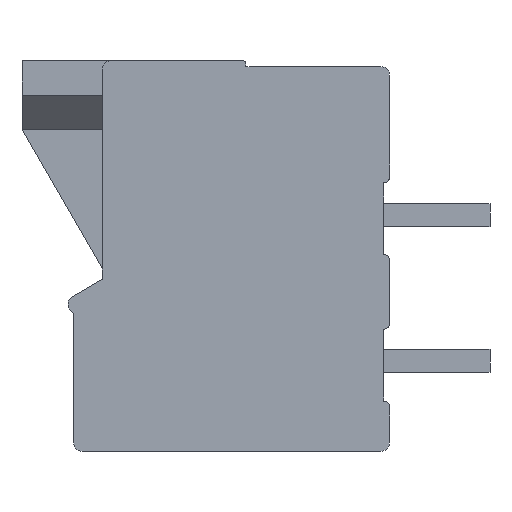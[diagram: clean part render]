
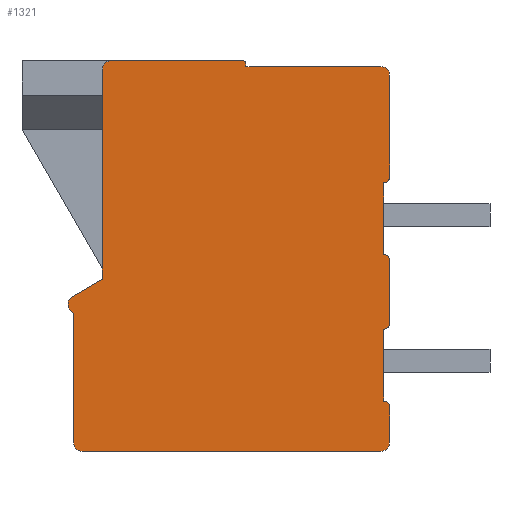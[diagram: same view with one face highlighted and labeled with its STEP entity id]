
A CAD part, left-side view. The second image highlights one B-rep face of the part: STEP entity #1321.
In plain terms, the highlighted planar face has unit normal (-1, 0, 0).
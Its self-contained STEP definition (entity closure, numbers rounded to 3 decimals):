
#2=CARTESIAN_POINT('',(-4.04,4.7,-0.3));
#3=DIRECTION('',(1.,0.,0.));
#4=DIRECTION('',(0.,1.,0.));
#5=AXIS2_PLACEMENT_3D('',#2,#3,#4);
#7=DIRECTION('',(0.,-1.,0.));
#8=VECTOR('',#7,4.6);
#9=CARTESIAN_POINT('',(-4.04,4.7,0.));
#10=LINE('',#9,#8);
#11=CARTESIAN_POINT('',(-4.04,0.1,-0.1));
#12=DIRECTION('',(1.,0.,0.));
#13=DIRECTION('',(0.,0.,1.));
#14=AXIS2_PLACEMENT_3D('',#11,#12,#13);
#16=DIRECTION('',(0.,0.,-1.));
#17=VECTOR('',#16,0.1);
#18=CARTESIAN_POINT('',(-4.04,0.,-0.1));
#19=LINE('',#18,#17);
#20=DIRECTION('',(0.,-1.,0.));
#21=VECTOR('',#20,4.7);
#22=CARTESIAN_POINT('',(-4.04,0.,-0.2));
#23=LINE('',#22,#21);
#24=CARTESIAN_POINT('',(-4.04,-4.7,-0.5));
#25=DIRECTION('',(1.,0.,0.));
#26=DIRECTION('',(0.,0.,1.));
#27=AXIS2_PLACEMENT_3D('',#24,#25,#26);
#29=DIRECTION('',(0.,0.,-1.));
#30=VECTOR('',#29,3.55);
#31=CARTESIAN_POINT('',(-4.04,-5.,-0.5));
#32=LINE('',#31,#30);
#33=CARTESIAN_POINT('',(-4.04,-4.8,-4.05));
#34=DIRECTION('',(1.,0.,0.));
#35=DIRECTION('',(0.,-1.,0.));
#36=AXIS2_PLACEMENT_3D('',#33,#34,#35);
#38=DIRECTION('',(0.,0.,-1.));
#39=VECTOR('',#38,2.5);
#40=CARTESIAN_POINT('',(-4.04,-4.8,-4.25));
#41=LINE('',#40,#39);
#42=CARTESIAN_POINT('',(-4.04,-4.8,-6.95));
#43=DIRECTION('',(1.,0.,0.));
#44=DIRECTION('',(0.,0.,1.));
#45=AXIS2_PLACEMENT_3D('',#42,#43,#44);
#47=DIRECTION('',(0.,0.,-1.));
#48=VECTOR('',#47,2.2);
#49=CARTESIAN_POINT('',(-4.04,-5.,-6.95));
#50=LINE('',#49,#48);
#51=CARTESIAN_POINT('',(-4.04,-4.8,-9.15));
#52=DIRECTION('',(1.,0.,0.));
#53=DIRECTION('',(0.,-1.,0.));
#54=AXIS2_PLACEMENT_3D('',#51,#52,#53);
#56=DIRECTION('',(0.,0.,-1.));
#57=VECTOR('',#56,2.5);
#58=CARTESIAN_POINT('',(-4.04,-4.8,-9.35));
#59=LINE('',#58,#57);
#60=CARTESIAN_POINT('',(-4.04,-4.8,-12.05));
#61=DIRECTION('',(1.,0.,0.));
#62=DIRECTION('',(0.,0.,1.));
#63=AXIS2_PLACEMENT_3D('',#60,#61,#62);
#65=DIRECTION('',(0.,0.,-1.));
#66=VECTOR('',#65,1.25);
#67=CARTESIAN_POINT('',(-4.04,-5.,-12.05));
#68=LINE('',#67,#66);
#69=CARTESIAN_POINT('',(-4.04,-4.7,-13.3));
#70=DIRECTION('',(1.,0.,0.));
#71=DIRECTION('',(0.,-1.,0.));
#72=AXIS2_PLACEMENT_3D('',#69,#70,#71);
#74=DIRECTION('',(0.,1.,0.));
#75=VECTOR('',#74,10.4);
#76=CARTESIAN_POINT('',(-4.04,-4.7,-13.6));
#77=LINE('',#76,#75);
#78=CARTESIAN_POINT('',(-4.04,5.7,-13.3));
#79=DIRECTION('',(1.,0.,0.));
#80=DIRECTION('',(0.,0.,-1.));
#81=AXIS2_PLACEMENT_3D('',#78,#79,#80);
#83=DIRECTION('',(0.,0.,1.));
#84=VECTOR('',#83,4.5);
#85=CARTESIAN_POINT('',(-4.04,6.,-13.3));
#86=LINE('',#85,#84);
#87=DIRECTION('',(0.,0.707,0.707));
#88=VECTOR('',#87,0.159);
#89=CARTESIAN_POINT('',(-4.04,6.,-8.8));
#90=LINE('',#89,#88);
#91=CARTESIAN_POINT('',(-4.04,5.9,-8.476));
#92=DIRECTION('',(1.,0.,0.));
#93=DIRECTION('',(0.,0.707,-0.707));
#94=AXIS2_PLACEMENT_3D('',#91,#92,#93);
#96=DIRECTION('',(0.,-0.863,0.506));
#97=VECTOR('',#96,1.219);
#98=CARTESIAN_POINT('',(-4.04,6.052,-8.217));
#99=LINE('',#98,#97);
#100=DIRECTION('',(0.,0.,1.));
#101=VECTOR('',#100,7.3);
#102=CARTESIAN_POINT('',(-4.04,5.,-7.6));
#103=LINE('',#102,#101);
#988=CARTESIAN_POINT('',(-4.04,5.,-0.3));
#989=CARTESIAN_POINT('',(-4.04,4.7,0.));
#990=VERTEX_POINT('',#988);
#991=VERTEX_POINT('',#989);
#992=CARTESIAN_POINT('',(-4.04,0.1,0.));
#993=VERTEX_POINT('',#992);
#994=CARTESIAN_POINT('',(-4.04,0.,-0.1));
#995=VERTEX_POINT('',#994);
#996=CARTESIAN_POINT('',(-4.04,0.,-0.2));
#997=VERTEX_POINT('',#996);
#998=CARTESIAN_POINT('',(-4.04,-4.7,-0.2));
#999=VERTEX_POINT('',#998);
#1000=CARTESIAN_POINT('',(-4.04,-5.,-0.5));
#1001=VERTEX_POINT('',#1000);
#1002=CARTESIAN_POINT('',(-4.04,-5.,-4.05));
#1003=VERTEX_POINT('',#1002);
#1004=CARTESIAN_POINT('',(-4.04,-4.8,-4.25));
#1005=VERTEX_POINT('',#1004);
#1006=CARTESIAN_POINT('',(-4.04,-4.8,-6.75));
#1007=VERTEX_POINT('',#1006);
#1008=CARTESIAN_POINT('',(-4.04,-5.,-6.95));
#1009=VERTEX_POINT('',#1008);
#1010=CARTESIAN_POINT('',(-4.04,-5.,-9.15));
#1011=VERTEX_POINT('',#1010);
#1012=CARTESIAN_POINT('',(-4.04,-4.8,-9.35));
#1013=VERTEX_POINT('',#1012);
#1014=CARTESIAN_POINT('',(-4.04,-4.8,-11.85));
#1015=VERTEX_POINT('',#1014);
#1016=CARTESIAN_POINT('',(-4.04,-5.,-12.05));
#1017=VERTEX_POINT('',#1016);
#1018=CARTESIAN_POINT('',(-4.04,-5.,-13.3));
#1019=VERTEX_POINT('',#1018);
#1020=CARTESIAN_POINT('',(-4.04,-4.7,-13.6));
#1021=VERTEX_POINT('',#1020);
#1022=CARTESIAN_POINT('',(-4.04,5.7,-13.6));
#1023=VERTEX_POINT('',#1022);
#1024=CARTESIAN_POINT('',(-4.04,6.,-13.3));
#1025=VERTEX_POINT('',#1024);
#1026=CARTESIAN_POINT('',(-4.04,6.,-8.8));
#1027=VERTEX_POINT('',#1026);
#1028=CARTESIAN_POINT('',(-4.04,6.112,-8.688));
#1029=VERTEX_POINT('',#1028);
#1030=CARTESIAN_POINT('',(-4.04,6.052,-8.217));
#1031=VERTEX_POINT('',#1030);
#1032=CARTESIAN_POINT('',(-4.04,5.,-7.6));
#1033=VERTEX_POINT('',#1032);
#1268=CARTESIAN_POINT('',(-4.04,0.,0.));
#1269=DIRECTION('',(1.,0.,0.));
#1270=DIRECTION('',(0.,0.,-1.));
#1271=AXIS2_PLACEMENT_3D('',#1268,#1269,#1270);
#1272=PLANE('',#1271);
#1274=ORIENTED_EDGE('',*,*,#1273,.T.);
#1276=ORIENTED_EDGE('',*,*,#1275,.T.);
#1278=ORIENTED_EDGE('',*,*,#1277,.T.);
#1280=ORIENTED_EDGE('',*,*,#1279,.T.);
#1282=ORIENTED_EDGE('',*,*,#1281,.T.);
#1284=ORIENTED_EDGE('',*,*,#1283,.T.);
#1286=ORIENTED_EDGE('',*,*,#1285,.T.);
#1288=ORIENTED_EDGE('',*,*,#1287,.T.);
#1290=ORIENTED_EDGE('',*,*,#1289,.T.);
#1292=ORIENTED_EDGE('',*,*,#1291,.T.);
#1294=ORIENTED_EDGE('',*,*,#1293,.T.);
#1296=ORIENTED_EDGE('',*,*,#1295,.T.);
#1298=ORIENTED_EDGE('',*,*,#1297,.T.);
#1300=ORIENTED_EDGE('',*,*,#1299,.T.);
#1302=ORIENTED_EDGE('',*,*,#1301,.T.);
#1304=ORIENTED_EDGE('',*,*,#1303,.T.);
#1306=ORIENTED_EDGE('',*,*,#1305,.T.);
#1308=ORIENTED_EDGE('',*,*,#1307,.T.);
#1310=ORIENTED_EDGE('',*,*,#1309,.T.);
#1312=ORIENTED_EDGE('',*,*,#1311,.T.);
#1314=ORIENTED_EDGE('',*,*,#1313,.T.);
#1316=ORIENTED_EDGE('',*,*,#1315,.T.);
#1318=ORIENTED_EDGE('',*,*,#1317,.T.);
#1319=EDGE_LOOP('',(#1274,#1276,#1278,#1280,#1282,#1284,#1286,#1288,#1290,#1292,
#1294,#1296,#1298,#1300,#1302,#1304,#1306,#1308,#1310,#1312,#1314,#1316,#1318));
#1320=FACE_OUTER_BOUND('',#1319,.F.);
#6=CIRCLE('',#5,0.3);
#15=CIRCLE('',#14,0.1);
#28=CIRCLE('',#27,0.3);
#37=CIRCLE('',#36,0.2);
#46=CIRCLE('',#45,0.2);
#55=CIRCLE('',#54,0.2);
#64=CIRCLE('',#63,0.2);
#73=CIRCLE('',#72,0.3);
#82=CIRCLE('',#81,0.3);
#95=CIRCLE('',#94,0.3);
#1273=EDGE_CURVE('',#990,#991,#6,.T.);
#1275=EDGE_CURVE('',#991,#993,#10,.T.);
#1277=EDGE_CURVE('',#993,#995,#15,.T.);
#1279=EDGE_CURVE('',#995,#997,#19,.T.);
#1281=EDGE_CURVE('',#997,#999,#23,.T.);
#1283=EDGE_CURVE('',#999,#1001,#28,.T.);
#1285=EDGE_CURVE('',#1001,#1003,#32,.T.);
#1287=EDGE_CURVE('',#1003,#1005,#37,.T.);
#1289=EDGE_CURVE('',#1005,#1007,#41,.T.);
#1291=EDGE_CURVE('',#1007,#1009,#46,.T.);
#1293=EDGE_CURVE('',#1009,#1011,#50,.T.);
#1295=EDGE_CURVE('',#1011,#1013,#55,.T.);
#1297=EDGE_CURVE('',#1013,#1015,#59,.T.);
#1299=EDGE_CURVE('',#1015,#1017,#64,.T.);
#1301=EDGE_CURVE('',#1017,#1019,#68,.T.);
#1303=EDGE_CURVE('',#1019,#1021,#73,.T.);
#1305=EDGE_CURVE('',#1021,#1023,#77,.T.);
#1307=EDGE_CURVE('',#1023,#1025,#82,.T.);
#1309=EDGE_CURVE('',#1025,#1027,#86,.T.);
#1311=EDGE_CURVE('',#1027,#1029,#90,.T.);
#1313=EDGE_CURVE('',#1029,#1031,#95,.T.);
#1315=EDGE_CURVE('',#1031,#1033,#99,.T.);
#1317=EDGE_CURVE('',#1033,#990,#103,.T.);
#1321=ADVANCED_FACE('',(#1320),#1272,.F.);
